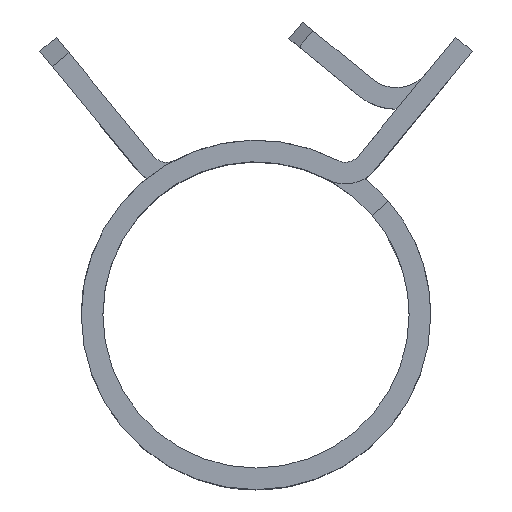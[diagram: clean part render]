
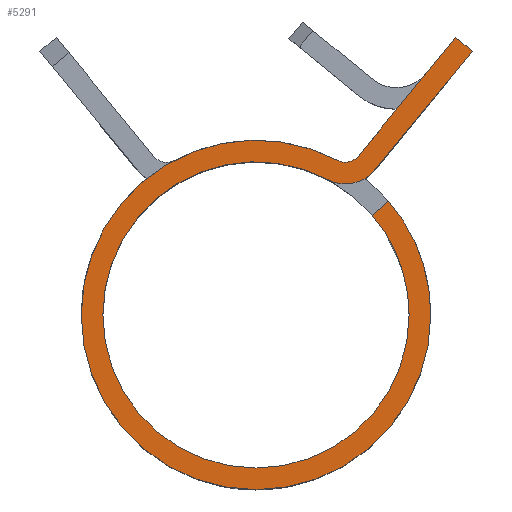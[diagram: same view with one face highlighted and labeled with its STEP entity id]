
A CAD part, top view. The second image highlights one B-rep face of the part: STEP entity #5291.
In plain terms, the highlighted planar face has unit normal (0, 0, 1).
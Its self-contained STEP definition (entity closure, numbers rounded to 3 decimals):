
#24 = ORIENTED_EDGE ( 'NONE', *, *, #3243, .T. ) ;
#95 = ORIENTED_EDGE ( 'NONE', *, *, #3280, .T. ) ;
#205 = EDGE_CURVE ( 'NONE', #6137, #4524, #2733, .T. ) ;
#244 = AXIS2_PLACEMENT_3D ( 'NONE', #5627, #5996, #6056 ) ;
#257 = CARTESIAN_POINT ( 'NONE',  ( 0., 0., 6. ) ) ;
#312 = DIRECTION ( 'NONE',  ( 0., 0., 1. ) ) ;
#373 = CARTESIAN_POINT ( 'NONE',  ( 4.9, 9.286, 6. ) ) ;
#436 = DIRECTION ( 'NONE',  ( -0.634, -0.773, 0. ) ) ;
#517 = VECTOR ( 'NONE', #2525, 1000. ) ;
#641 = VERTEX_POINT ( 'NONE', #1187 ) ;
#680 = ORIENTED_EDGE ( 'NONE', *, *, #5177, .F. ) ;
#721 = CARTESIAN_POINT ( 'NONE',  ( 7.967, 6.839, 6. ) ) ;
#833 = CIRCLE ( 'NONE', #3221, 10.5 ) ;
#904 = VECTOR ( 'NONE', #436, 1000. ) ;
#1040 = EDGE_CURVE ( 'NONE', #2991, #5187, #1243, .T. ) ;
#1110 = CARTESIAN_POINT ( 'NONE',  ( 5.367, 10.171, 6. ) ) ;
#1122 = ORIENTED_EDGE ( 'NONE', *, *, #5334, .F. ) ;
#1187 = CARTESIAN_POINT ( 'NONE',  ( -9.2, 0., 6. ) ) ;
#1224 = ORIENTED_EDGE ( 'NONE', *, *, #2460, .F. ) ;
#1242 = CARTESIAN_POINT ( 'NONE',  ( 0., 0., 6. ) ) ;
#1243 = CIRCLE ( 'NONE', #244, 9.2 ) ;
#1345 = AXIS2_PLACEMENT_3D ( 'NONE', #4337, #3859, #4271 ) ;
#1403 = CARTESIAN_POINT ( 'NONE',  ( -10.5, 0., 6. ) ) ;
#1442 = ORIENTED_EDGE ( 'NONE', *, *, #1040, .F. ) ;
#1466 = DIRECTION ( 'NONE',  ( 0., 0., 1. ) ) ;
#1542 = VERTEX_POINT ( 'NONE', #721 ) ;
#1587 = VERTEX_POINT ( 'NONE', #3210 ) ;
#1590 = CARTESIAN_POINT ( 'NONE',  ( 4.294, 8.137, 6. ) ) ;
#1601 = CIRCLE ( 'NONE', #3387, 9.2 ) ;
#1809 = CIRCLE ( 'NONE', #5863, 9.2 ) ;
#1855 = ORIENTED_EDGE ( 'NONE', *, *, #4601, .F. ) ;
#1878 = EDGE_CURVE ( 'NONE', #4524, #1985, #5883, .T. ) ;
#1960 = ORIENTED_EDGE ( 'NONE', *, *, #5364, .T. ) ;
#1985 = VERTEX_POINT ( 'NONE', #1403 ) ;
#2170 = DIRECTION ( 'NONE',  ( 1., 0., 0. ) ) ;
#2205 = DIRECTION ( 'NONE',  ( 0., 0., 1. ) ) ;
#2311 = CARTESIAN_POINT ( 'NONE',  ( 13., 15.851, 6. ) ) ;
#2426 = LINE ( 'NONE', #5742, #4614 ) ;
#2460 = EDGE_CURVE ( 'NONE', #5187, #1542, #2426, .T. ) ;
#2511 = CARTESIAN_POINT ( 'NONE',  ( 7.145, 8.712, 6. ) ) ;
#2525 = DIRECTION ( 'NONE',  ( -0.634, -0.773, 0. ) ) ;
#2694 = AXIS2_PLACEMENT_3D ( 'NONE', #3241, #1466, #5136 ) ;
#2733 = CIRCLE ( 'NONE', #1345, 1. ) ;
#2746 = CARTESIAN_POINT ( 'NONE',  ( 11.995, 16.675, 6. ) ) ;
#2807 = DIRECTION ( 'NONE',  ( 1., 0., 0. ) ) ;
#2855 = DIRECTION ( 'NONE',  ( 0.759, 0.651, 0. ) ) ;
#2870 = VERTEX_POINT ( 'NONE', #1590 ) ;
#2902 = ORIENTED_EDGE ( 'NONE', *, *, #4478, .F. ) ;
#2915 = ORIENTED_EDGE ( 'NONE', *, *, #1878, .T. ) ;
#2991 = VERTEX_POINT ( 'NONE', #5044 ) ;
#3010 = DIRECTION ( 'NONE',  ( 0., 0., -1. ) ) ;
#3111 = VERTEX_POINT ( 'NONE', #2311 ) ;
#3138 = DIRECTION ( 'NONE',  ( 0., 0., 1. ) ) ;
#3167 = EDGE_CURVE ( 'NONE', #6075, #2870, #5487, .T. ) ;
#3168 = CARTESIAN_POINT ( 'NONE',  ( 13., 15.851, 6. ) ) ;
#3210 = CARTESIAN_POINT ( 'NONE',  ( 10.5, 0., 6. ) ) ;
#3221 = AXIS2_PLACEMENT_3D ( 'NONE', #4104, #2205, #2170 ) ;
#3241 = CARTESIAN_POINT ( 'NONE',  ( 0., 0., 6. ) ) ;
#3243 = EDGE_CURVE ( 'NONE', #1985, #1587, #4819, .T. ) ;
#3259 = ORIENTED_EDGE ( 'NONE', *, *, #3167, .F. ) ;
#3280 = EDGE_CURVE ( 'NONE', #1587, #1542, #833, .T. ) ;
#3387 = AXIS2_PLACEMENT_3D ( 'NONE', #6063, #4678, #2807 ) ;
#3413 = ORIENTED_EDGE ( 'NONE', *, *, #205, .T. ) ;
#3511 = AXIS2_PLACEMENT_3D ( 'NONE', #1242, #3138, #4512 ) ;
#3568 = DIRECTION ( 'NONE',  ( 0.773, -0.634, 0. ) ) ;
#3574 = DIRECTION ( 'NONE',  ( 1., 0., 0. ) ) ;
#3643 = DIRECTION ( 'NONE',  ( 0., 0., 1. ) ) ;
#3859 = DIRECTION ( 'NONE',  ( 0., 0., -1. ) ) ;
#4021 = DIRECTION ( 'NONE',  ( 1., 0., 0. ) ) ;
#4082 = CARTESIAN_POINT ( 'NONE',  ( 6.981, 5.992, 6. ) ) ;
#4104 = CARTESIAN_POINT ( 'NONE',  ( 0., 0., 6. ) ) ;
#4112 = AXIS2_PLACEMENT_3D ( 'NONE', #1110, #3010, #4915 ) ;
#4271 = DIRECTION ( 'NONE',  ( 1., 0., 0. ) ) ;
#4337 = CARTESIAN_POINT ( 'NONE',  ( 5.367, 10.171, 6. ) ) ;
#4353 = CARTESIAN_POINT ( 'NONE',  ( 6.14, 9.537, 6. ) ) ;
#4457 = LINE ( 'NONE', #5754, #517 ) ;
#4478 = EDGE_CURVE ( 'NONE', #5306, #3111, #4544, .T. ) ;
#4512 = DIRECTION ( 'NONE',  ( 1., 0., 0. ) ) ;
#4524 = VERTEX_POINT ( 'NONE', #373 ) ;
#4544 = LINE ( 'NONE', #4916, #5770 ) ;
#4579 = CARTESIAN_POINT ( 'NONE',  ( 0., 0., 6. ) ) ;
#4601 = EDGE_CURVE ( 'NONE', #3111, #6075, #4699, .T. ) ;
#4614 = VECTOR ( 'NONE', #2855, 1000. ) ;
#4678 = DIRECTION ( 'NONE',  ( 0., 0., 1. ) ) ;
#4699 = LINE ( 'NONE', #3168, #904 ) ;
#4819 = CIRCLE ( 'NONE', #3511, 10.5 ) ;
#4915 = DIRECTION ( 'NONE',  ( -1., 0., 0. ) ) ;
#4916 = CARTESIAN_POINT ( 'NONE',  ( 11.995, 16.675, 6. ) ) ;
#5044 = CARTESIAN_POINT ( 'NONE',  ( 9.2, 0., 6. ) ) ;
#5136 = DIRECTION ( 'NONE',  ( 1., 0., 0. ) ) ;
#5177 = EDGE_CURVE ( 'NONE', #2870, #641, #1809, .T. ) ;
#5187 = VERTEX_POINT ( 'NONE', #4082 ) ;
#5291 = ADVANCED_FACE ( 'NONE', ( #6160 ), #5659, .T. ) ;
#5306 = VERTEX_POINT ( 'NONE', #2746 ) ;
#5334 = EDGE_CURVE ( 'NONE', #641, #2991, #1601, .T. ) ;
#5364 = EDGE_CURVE ( 'NONE', #5306, #6137, #4457, .T. ) ;
#5482 = AXIS2_PLACEMENT_3D ( 'NONE', #4579, #312, #3574 ) ;
#5487 = CIRCLE ( 'NONE', #4112, 2.3 ) ;
#5627 = CARTESIAN_POINT ( 'NONE',  ( 0., 0., 6. ) ) ;
#5659 = PLANE ( 'NONE',  #2694 ) ;
#5742 = CARTESIAN_POINT ( 'NONE',  ( 6.981, 5.992, 6. ) ) ;
#5754 = CARTESIAN_POINT ( 'NONE',  ( 11.995, 16.675, 6. ) ) ;
#5770 = VECTOR ( 'NONE', #3568, 1000. ) ;
#5863 = AXIS2_PLACEMENT_3D ( 'NONE', #257, #3643, #4021 ) ;
#5883 = CIRCLE ( 'NONE', #5482, 10.5 ) ;
#5996 = DIRECTION ( 'NONE',  ( 0., 0., 1. ) ) ;
#5999 = EDGE_LOOP ( 'NONE', ( #2915, #24, #95, #1224, #1442, #1122, #680, #3259, #1855, #2902, #1960, #3413 ) ) ;
#6056 = DIRECTION ( 'NONE',  ( 1., 0., 0. ) ) ;
#6063 = CARTESIAN_POINT ( 'NONE',  ( 0., 0., 6. ) ) ;
#6075 = VERTEX_POINT ( 'NONE', #2511 ) ;
#6137 = VERTEX_POINT ( 'NONE', #4353 ) ;
#6160 = FACE_OUTER_BOUND ( 'NONE', #5999, .T. ) ;
